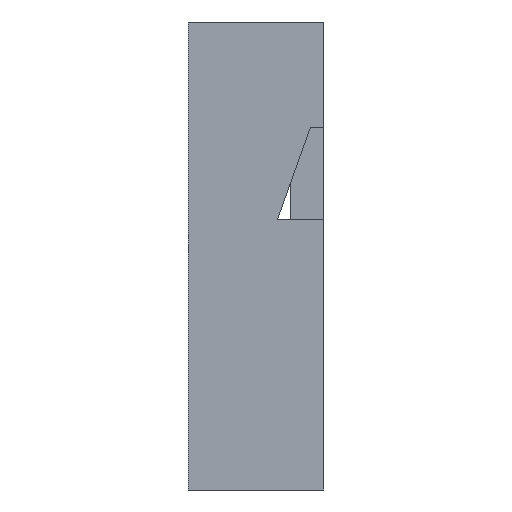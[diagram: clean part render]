
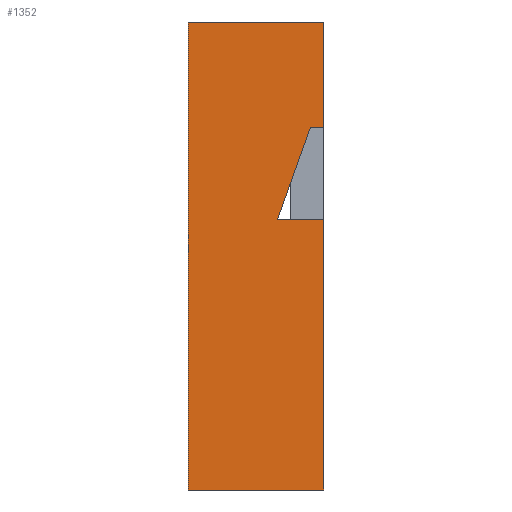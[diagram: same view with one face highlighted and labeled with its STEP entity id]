
A CAD part, left-side view. The second image highlights one B-rep face of the part: STEP entity #1352.
In plain terms, the highlighted planar face has unit normal (-1, 0, 0).
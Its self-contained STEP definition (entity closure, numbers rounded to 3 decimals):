
#35 = VERTEX_POINT('',#36);
#36 = CARTESIAN_POINT('',(0.,0.,0.));
#43 = PLANE('',#44);
#44 = AXIS2_PLACEMENT_3D('',#45,#46,#47);
#45 = CARTESIAN_POINT('',(8.,0.,7.1));
#46 = DIRECTION('',(0.,-1.,0.));
#47 = DIRECTION('',(0.,0.,1.));
#55 = PLANE('',#56);
#56 = AXIS2_PLACEMENT_3D('',#57,#58,#59);
#57 = CARTESIAN_POINT('',(12.2,0.,0.));
#58 = DIRECTION('',(0.,0.,-1.));
#59 = DIRECTION('',(-1.,0.,0.));
#656 = VERTEX_POINT('',#657);
#657 = CARTESIAN_POINT('',(0.,0.,4.1));
#671 = PLANE('',#672);
#672 = AXIS2_PLACEMENT_3D('',#673,#674,#675);
#673 = CARTESIAN_POINT('',(-1.6,0.,4.1));
#674 = DIRECTION('',(0.,0.,1.));
#675 = DIRECTION('',(-1.,0.,0.));
#683 = EDGE_CURVE('',#35,#656,#684,.T.);
#684 = SURFACE_CURVE('',#685,(#689,#696),.PCURVE_S1.);
#685 = LINE('',#686,#687);
#686 = CARTESIAN_POINT('',(0.,0.,0.));
#687 = VECTOR('',#688,1.);
#688 = DIRECTION('',(0.,0.,1.));
#689 = PCURVE('',#43,#690);
#690 = DEFINITIONAL_REPRESENTATION('',(#691),#695);
#691 = LINE('',#692,#693);
#692 = CARTESIAN_POINT('',(-7.1,8.));
#693 = VECTOR('',#694,1.);
#694 = DIRECTION('',(1.,0.));
#695 = ( GEOMETRIC_REPRESENTATION_CONTEXT(2) 
PARAMETRIC_REPRESENTATION_CONTEXT() REPRESENTATION_CONTEXT('2D SPACE',''
  ) );
#696 = PCURVE('',#697,#702);
#697 = PLANE('',#698);
#698 = AXIS2_PLACEMENT_3D('',#699,#700,#701);
#699 = CARTESIAN_POINT('',(0.,0.,7.1));
#700 = DIRECTION('',(1.,0.,0.));
#701 = DIRECTION('',(0.,0.,1.));
#702 = DEFINITIONAL_REPRESENTATION('',(#703),#707);
#703 = LINE('',#704,#705);
#704 = CARTESIAN_POINT('',(-7.1,0.));
#705 = VECTOR('',#706,1.);
#706 = DIRECTION('',(1.,0.));
#707 = ( GEOMETRIC_REPRESENTATION_CONTEXT(2) 
PARAMETRIC_REPRESENTATION_CONTEXT() REPRESENTATION_CONTEXT('2D SPACE',''
  ) );
#712 = EDGE_CURVE('',#35,#713,#715,.T.);
#713 = VERTEX_POINT('',#714);
#714 = CARTESIAN_POINT('',(0.,2.05,0.));
#715 = SURFACE_CURVE('',#716,(#720,#727),.PCURVE_S1.);
#716 = LINE('',#717,#718);
#717 = CARTESIAN_POINT('',(0.,0.,0.));
#718 = VECTOR('',#719,1.);
#719 = DIRECTION('',(0.,1.,0.));
#720 = PCURVE('',#55,#721);
#721 = DEFINITIONAL_REPRESENTATION('',(#722),#726);
#722 = LINE('',#723,#724);
#723 = CARTESIAN_POINT('',(12.2,0.));
#724 = VECTOR('',#725,1.);
#725 = DIRECTION('',(0.,1.));
#726 = ( GEOMETRIC_REPRESENTATION_CONTEXT(2) 
PARAMETRIC_REPRESENTATION_CONTEXT() REPRESENTATION_CONTEXT('2D SPACE',''
  ) );
#727 = PCURVE('',#697,#728);
#728 = DEFINITIONAL_REPRESENTATION('',(#729),#733);
#729 = LINE('',#730,#731);
#730 = CARTESIAN_POINT('',(-7.1,0.));
#731 = VECTOR('',#732,1.);
#732 = DIRECTION('',(0.,-1.));
#733 = ( GEOMETRIC_REPRESENTATION_CONTEXT(2) 
PARAMETRIC_REPRESENTATION_CONTEXT() REPRESENTATION_CONTEXT('2D SPACE',''
  ) );
#751 = PLANE('',#752);
#752 = AXIS2_PLACEMENT_3D('',#753,#754,#755);
#753 = CARTESIAN_POINT('',(12.2,2.05,3.55));
#754 = DIRECTION('',(0.,-1.,0.));
#755 = DIRECTION('',(-1.,0.,0.));
#1352 = ADVANCED_FACE('',(#1353),#697,.F.);
#1353 = FACE_BOUND('',#1354,.F.);
#1354 = EDGE_LOOP('',(#1355,#1356,#1357,#1380,#1408,#1436,#1464,#1492));
#1355 = ORIENTED_EDGE('',*,*,#683,.F.);
#1356 = ORIENTED_EDGE('',*,*,#712,.T.);
#1357 = ORIENTED_EDGE('',*,*,#1358,.T.);
#1358 = EDGE_CURVE('',#713,#1359,#1361,.T.);
#1359 = VERTEX_POINT('',#1360);
#1360 = CARTESIAN_POINT('',(0.,2.05,7.1));
#1361 = SURFACE_CURVE('',#1362,(#1366,#1373),.PCURVE_S1.);
#1362 = LINE('',#1363,#1364);
#1363 = CARTESIAN_POINT('',(0.,2.05,0.));
#1364 = VECTOR('',#1365,1.);
#1365 = DIRECTION('',(0.,0.,1.));
#1366 = PCURVE('',#697,#1367);
#1367 = DEFINITIONAL_REPRESENTATION('',(#1368),#1372);
#1368 = LINE('',#1369,#1370);
#1369 = CARTESIAN_POINT('',(-7.1,-2.05));
#1370 = VECTOR('',#1371,1.);
#1371 = DIRECTION('',(1.,0.));
#1372 = ( GEOMETRIC_REPRESENTATION_CONTEXT(2) 
PARAMETRIC_REPRESENTATION_CONTEXT() REPRESENTATION_CONTEXT('2D SPACE',''
  ) );
#1373 = PCURVE('',#751,#1374);
#1374 = DEFINITIONAL_REPRESENTATION('',(#1375),#1379);
#1375 = LINE('',#1376,#1377);
#1376 = CARTESIAN_POINT('',(12.2,3.55));
#1377 = VECTOR('',#1378,1.);
#1378 = DIRECTION('',(0.,-1.));
#1379 = ( GEOMETRIC_REPRESENTATION_CONTEXT(2) 
PARAMETRIC_REPRESENTATION_CONTEXT() REPRESENTATION_CONTEXT('2D SPACE',''
  ) );
#1380 = ORIENTED_EDGE('',*,*,#1381,.T.);
#1381 = EDGE_CURVE('',#1359,#1382,#1384,.T.);
#1382 = VERTEX_POINT('',#1383);
#1383 = CARTESIAN_POINT('',(0.,0.,7.1));
#1384 = SURFACE_CURVE('',#1385,(#1389,#1396),.PCURVE_S1.);
#1385 = LINE('',#1386,#1387);
#1386 = CARTESIAN_POINT('',(0.,2.05,7.1));
#1387 = VECTOR('',#1388,1.);
#1388 = DIRECTION('',(0.,-1.,0.));
#1389 = PCURVE('',#697,#1390);
#1390 = DEFINITIONAL_REPRESENTATION('',(#1391),#1395);
#1391 = LINE('',#1392,#1393);
#1392 = CARTESIAN_POINT('',(0.,-2.05));
#1393 = VECTOR('',#1394,1.);
#1394 = DIRECTION('',(0.,1.));
#1395 = ( GEOMETRIC_REPRESENTATION_CONTEXT(2) 
PARAMETRIC_REPRESENTATION_CONTEXT() REPRESENTATION_CONTEXT('2D SPACE',''
  ) );
#1396 = PCURVE('',#1397,#1402);
#1397 = PLANE('',#1398);
#1398 = AXIS2_PLACEMENT_3D('',#1399,#1400,#1401);
#1399 = CARTESIAN_POINT('',(8.2,1.025,7.1));
#1400 = DIRECTION('',(0.,0.,-1.));
#1401 = DIRECTION('',(-1.,0.,0.));
#1402 = DEFINITIONAL_REPRESENTATION('',(#1403),#1407);
#1403 = LINE('',#1404,#1405);
#1404 = CARTESIAN_POINT('',(8.2,1.025));
#1405 = VECTOR('',#1406,1.);
#1406 = DIRECTION('',(0.,-1.));
#1407 = ( GEOMETRIC_REPRESENTATION_CONTEXT(2) 
PARAMETRIC_REPRESENTATION_CONTEXT() REPRESENTATION_CONTEXT('2D SPACE',''
  ) );
#1408 = ORIENTED_EDGE('',*,*,#1409,.T.);
#1409 = EDGE_CURVE('',#1382,#1410,#1412,.T.);
#1410 = VERTEX_POINT('',#1411);
#1411 = CARTESIAN_POINT('',(0.,0.,5.5));
#1412 = SURFACE_CURVE('',#1413,(#1417,#1424),.PCURVE_S1.);
#1413 = LINE('',#1414,#1415);
#1414 = CARTESIAN_POINT('',(0.,0.,7.1));
#1415 = VECTOR('',#1416,1.);
#1416 = DIRECTION('',(0.,0.,-1.));
#1417 = PCURVE('',#697,#1418);
#1418 = DEFINITIONAL_REPRESENTATION('',(#1419),#1423);
#1419 = LINE('',#1420,#1421);
#1420 = CARTESIAN_POINT('',(0.,0.));
#1421 = VECTOR('',#1422,1.);
#1422 = DIRECTION('',(-1.,0.));
#1423 = ( GEOMETRIC_REPRESENTATION_CONTEXT(2) 
PARAMETRIC_REPRESENTATION_CONTEXT() REPRESENTATION_CONTEXT('2D SPACE',''
  ) );
#1424 = PCURVE('',#1425,#1430);
#1425 = PLANE('',#1426);
#1426 = AXIS2_PLACEMENT_3D('',#1427,#1428,#1429);
#1427 = CARTESIAN_POINT('',(8.,0.,7.1));
#1428 = DIRECTION('',(0.,-1.,0.));
#1429 = DIRECTION('',(0.,0.,1.));
#1430 = DEFINITIONAL_REPRESENTATION('',(#1431),#1435);
#1431 = LINE('',#1432,#1433);
#1432 = CARTESIAN_POINT('',(0.,8.));
#1433 = VECTOR('',#1434,1.);
#1434 = DIRECTION('',(-1.,0.));
#1435 = ( GEOMETRIC_REPRESENTATION_CONTEXT(2) 
PARAMETRIC_REPRESENTATION_CONTEXT() REPRESENTATION_CONTEXT('2D SPACE',''
  ) );
#1436 = ORIENTED_EDGE('',*,*,#1437,.F.);
#1437 = EDGE_CURVE('',#1438,#1410,#1440,.T.);
#1438 = VERTEX_POINT('',#1439);
#1439 = CARTESIAN_POINT('',(0.,0.2,5.5));
#1440 = SURFACE_CURVE('',#1441,(#1445,#1452),.PCURVE_S1.);
#1441 = LINE('',#1442,#1443);
#1442 = CARTESIAN_POINT('',(0.,0.2,5.5));
#1443 = VECTOR('',#1444,1.);
#1444 = DIRECTION('',(0.,-1.,0.));
#1445 = PCURVE('',#697,#1446);
#1446 = DEFINITIONAL_REPRESENTATION('',(#1447),#1451);
#1447 = LINE('',#1448,#1449);
#1448 = CARTESIAN_POINT('',(-1.6,-0.2));
#1449 = VECTOR('',#1450,1.);
#1450 = DIRECTION('',(0.,1.));
#1451 = ( GEOMETRIC_REPRESENTATION_CONTEXT(2) 
PARAMETRIC_REPRESENTATION_CONTEXT() REPRESENTATION_CONTEXT('2D SPACE',''
  ) );
#1452 = PCURVE('',#1453,#1458);
#1453 = PLANE('',#1454);
#1454 = AXIS2_PLACEMENT_3D('',#1455,#1456,#1457);
#1455 = CARTESIAN_POINT('',(6.4,1.8,5.5));
#1456 = DIRECTION('',(0.,0.,1.));
#1457 = DIRECTION('',(1.,0.,0.));
#1458 = DEFINITIONAL_REPRESENTATION('',(#1459),#1463);
#1459 = LINE('',#1460,#1461);
#1460 = CARTESIAN_POINT('',(-6.4,-1.6));
#1461 = VECTOR('',#1462,1.);
#1462 = DIRECTION('',(0.,-1.));
#1463 = ( GEOMETRIC_REPRESENTATION_CONTEXT(2) 
PARAMETRIC_REPRESENTATION_CONTEXT() REPRESENTATION_CONTEXT('2D SPACE',''
  ) );
#1464 = ORIENTED_EDGE('',*,*,#1465,.F.);
#1465 = EDGE_CURVE('',#1466,#1438,#1468,.T.);
#1466 = VERTEX_POINT('',#1467);
#1467 = CARTESIAN_POINT('',(0.,0.7,4.1));
#1468 = SURFACE_CURVE('',#1469,(#1473,#1480),.PCURVE_S1.);
#1469 = LINE('',#1470,#1471);
#1470 = CARTESIAN_POINT('',(0.,0.7,4.1));
#1471 = VECTOR('',#1472,1.);
#1472 = DIRECTION('',(0.,-0.336,0.942));
#1473 = PCURVE('',#697,#1474);
#1474 = DEFINITIONAL_REPRESENTATION('',(#1475),#1479);
#1475 = LINE('',#1476,#1477);
#1476 = CARTESIAN_POINT('',(-3.,-0.7));
#1477 = VECTOR('',#1478,1.);
#1478 = DIRECTION('',(0.942,0.336));
#1479 = ( GEOMETRIC_REPRESENTATION_CONTEXT(2) 
PARAMETRIC_REPRESENTATION_CONTEXT() REPRESENTATION_CONTEXT('2D SPACE',''
  ) );
#1480 = PCURVE('',#1481,#1486);
#1481 = PLANE('',#1482);
#1482 = AXIS2_PLACEMENT_3D('',#1483,#1484,#1485);
#1483 = CARTESIAN_POINT('',(-1.6,0.7,4.1));
#1484 = DIRECTION('',(0.,-0.942,-0.336));
#1485 = DIRECTION('',(0.,-0.336,0.942));
#1486 = DEFINITIONAL_REPRESENTATION('',(#1487),#1491);
#1487 = LINE('',#1488,#1489);
#1488 = CARTESIAN_POINT('',(0.,-1.6));
#1489 = VECTOR('',#1490,1.);
#1490 = DIRECTION('',(1.,0.));
#1491 = ( GEOMETRIC_REPRESENTATION_CONTEXT(2) 
PARAMETRIC_REPRESENTATION_CONTEXT() REPRESENTATION_CONTEXT('2D SPACE',''
  ) );
#1492 = ORIENTED_EDGE('',*,*,#1493,.F.);
#1493 = EDGE_CURVE('',#656,#1466,#1494,.T.);
#1494 = SURFACE_CURVE('',#1495,(#1499,#1506),.PCURVE_S1.);
#1495 = LINE('',#1496,#1497);
#1496 = CARTESIAN_POINT('',(0.,0.,4.1));
#1497 = VECTOR('',#1498,1.);
#1498 = DIRECTION('',(0.,1.,0.));
#1499 = PCURVE('',#697,#1500);
#1500 = DEFINITIONAL_REPRESENTATION('',(#1501),#1505);
#1501 = LINE('',#1502,#1503);
#1502 = CARTESIAN_POINT('',(-3.,0.));
#1503 = VECTOR('',#1504,1.);
#1504 = DIRECTION('',(0.,-1.));
#1505 = ( GEOMETRIC_REPRESENTATION_CONTEXT(2) 
PARAMETRIC_REPRESENTATION_CONTEXT() REPRESENTATION_CONTEXT('2D SPACE',''
  ) );
#1506 = PCURVE('',#671,#1507);
#1507 = DEFINITIONAL_REPRESENTATION('',(#1508),#1512);
#1508 = LINE('',#1509,#1510);
#1509 = CARTESIAN_POINT('',(-1.6,0.));
#1510 = VECTOR('',#1511,1.);
#1511 = DIRECTION('',(0.,-1.));
#1512 = ( GEOMETRIC_REPRESENTATION_CONTEXT(2) 
PARAMETRIC_REPRESENTATION_CONTEXT() REPRESENTATION_CONTEXT('2D SPACE',''
  ) );
